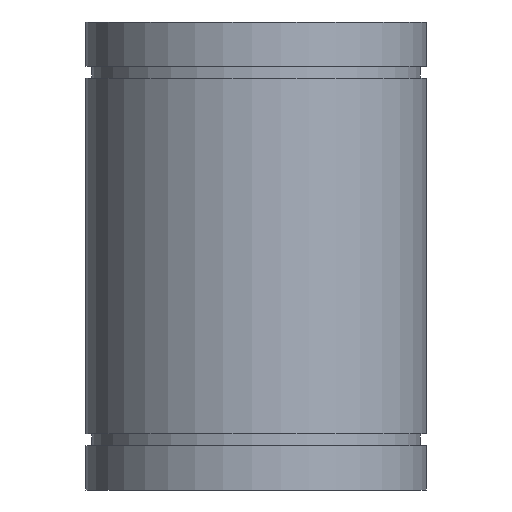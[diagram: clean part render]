
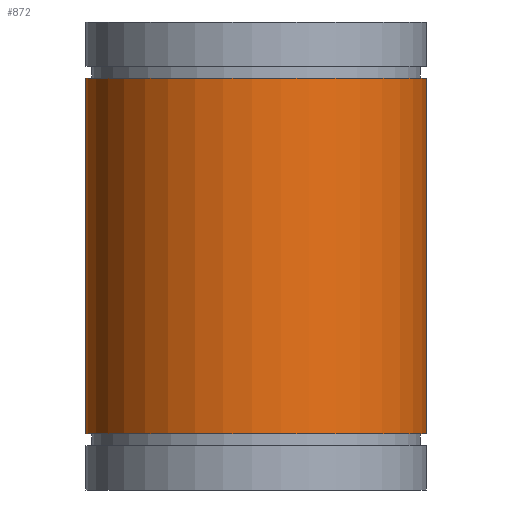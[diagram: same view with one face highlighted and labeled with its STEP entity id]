
A CAD part, left-side view. The second image highlights one B-rep face of the part: STEP entity #872.
In plain terms, the highlighted cylindrical face has radius 60 mm (diameter 120 mm), a partial arc.
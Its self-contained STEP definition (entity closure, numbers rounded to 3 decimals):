
#16 = EDGE_CURVE ( 'NONE', #480, #467, #258, .T. ) ;
#25 = EDGE_CURVE ( 'NONE', #480, #471, #128, .T. ) ;
#43 = EDGE_CURVE ( 'NONE', #470, #471, #126, .T. ) ;
#44 = EDGE_CURVE ( 'NONE', #467, #470, #192, .T. ) ;
#117 = ORIENTED_EDGE ( 'NONE', *, *, #16, .T. ) ;
#126 = LINE ( 'NONE', #579, #127 ) ;
#127 = VECTOR ( 'NONE', #580, 1000. ) ;
#128 = CIRCLE ( 'NONE', #864, 60. ) ;
#180 = ORIENTED_EDGE ( 'NONE', *, *, #44, .T. ) ;
#192 = CIRCLE ( 'NONE', #382, 60. ) ;
#215 = ORIENTED_EDGE ( 'NONE', *, *, #25, .F. ) ;
#218 = VECTOR ( 'NONE', #515, 1000. ) ;
#250 = EDGE_LOOP ( 'NONE', ( #180, #257, #215, #117 ) ) ;
#257 = ORIENTED_EDGE ( 'NONE', *, *, #43, .T. ) ;
#258 = LINE ( 'NONE', #514, #218 ) ;
#318 = FACE_OUTER_BOUND ( 'NONE', #250, .T. ) ;
#324 = CYLINDRICAL_SURFACE ( 'NONE', #420, 60. ) ;
#382 = AXIS2_PLACEMENT_3D ( 'NONE', #577, #582, #583 ) ;
#420 = AXIS2_PLACEMENT_3D ( 'NONE', #706, #705, #703 ) ;
#467 = VERTEX_POINT ( 'NONE', #614 ) ;
#470 = VERTEX_POINT ( 'NONE', #612 ) ;
#471 = VERTEX_POINT ( 'NONE', #616 ) ;
#480 = VERTEX_POINT ( 'NONE', #624 ) ;
#514 = CARTESIAN_POINT ( 'NONE',  ( 3.144, -59.918, 0. ) ) ;
#515 = DIRECTION ( 'NONE',  ( 0., 0., -1. ) ) ;
#534 = CARTESIAN_POINT ( 'NONE',  ( 0., 0., -19.8 ) ) ;
#535 = DIRECTION ( 'NONE',  ( 0., 0., 1. ) ) ;
#536 = DIRECTION ( 'NONE',  ( 1., 0., 0. ) ) ;
#577 = CARTESIAN_POINT ( 'NONE',  ( 0., 0., -145.2 ) ) ;
#579 = CARTESIAN_POINT ( 'NONE',  ( -3.144, -59.918, 0. ) ) ;
#580 = DIRECTION ( 'NONE',  ( 0., 0., 1. ) ) ;
#582 = DIRECTION ( 'NONE',  ( 0., 0., 1. ) ) ;
#583 = DIRECTION ( 'NONE',  ( 1., 0., 0. ) ) ;
#612 = CARTESIAN_POINT ( 'NONE',  ( -3.144, -59.918, -145.2 ) ) ;
#614 = CARTESIAN_POINT ( 'NONE',  ( 3.144, -59.918, -145.2 ) ) ;
#616 = CARTESIAN_POINT ( 'NONE',  ( -3.144, -59.918, -19.8 ) ) ;
#624 = CARTESIAN_POINT ( 'NONE',  ( 3.144, -59.918, -19.8 ) ) ;
#703 = DIRECTION ( 'NONE',  ( 1., 0., 0. ) ) ;
#705 = DIRECTION ( 'NONE',  ( 0., 0., 1. ) ) ;
#706 = CARTESIAN_POINT ( 'NONE',  ( 0., 0., 0. ) ) ;
#864 = AXIS2_PLACEMENT_3D ( 'NONE', #534, #535, #536 ) ;
#872 = ADVANCED_FACE ( 'NONE', ( #318 ), #324, .T. ) ;
